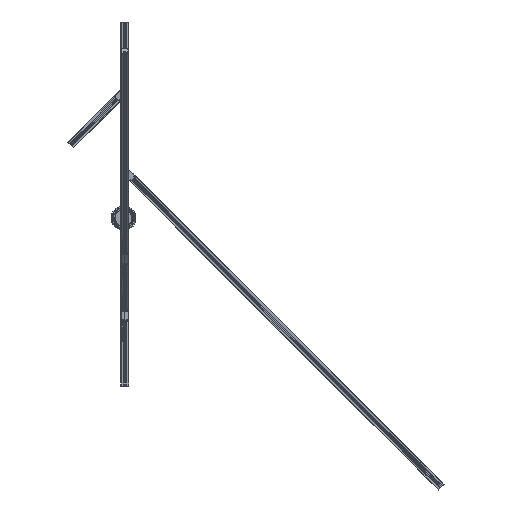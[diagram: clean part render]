
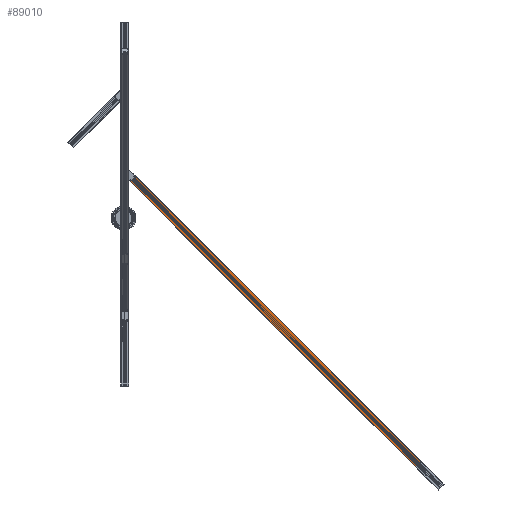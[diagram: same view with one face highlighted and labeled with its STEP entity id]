
A CAD part, front view. The second image highlights one B-rep face of the part: STEP entity #89010.
In plain terms, the highlighted planar face has unit normal (0, -1, 0).
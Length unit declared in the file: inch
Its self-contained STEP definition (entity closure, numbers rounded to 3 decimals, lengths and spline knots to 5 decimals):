
#637 = EDGE_CURVE ( 'NONE', #221289, #221338, #100559, .T. ) ;
#645 = EDGE_CURVE ( 'NONE', #221338, #221242, #100454, .T. ) ;
#729 = EDGE_CURVE ( 'NONE', #221289, #221292, #100933, .T. ) ;
#1031 = EDGE_CURVE ( 'NONE', #221292, #221242, #160244, .T. ) ;
#57019 = ORIENTED_EDGE ( 'NONE', *, *, #1031, .T. ) ;
#57021 = ORIENTED_EDGE ( 'NONE', *, *, #645, .F. ) ;
#57025 = ORIENTED_EDGE ( 'NONE', *, *, #637, .F. ) ;
#57028 = ORIENTED_EDGE ( 'NONE', *, *, #729, .T. ) ;
#57830 = EDGE_LOOP ( 'NONE', ( #57019, #57021, #57025, #57028 ) ) ;
#89010 = ADVANCED_FACE ( 'NONE', ( #112219 ), #109788, .T. ) ;
#100422 = VECTOR ( 'NONE', #208647, 39.37008 ) ;
#100454 = LINE ( 'NONE', #208646, #100422 ) ;
#100544 = VECTOR ( 'NONE', #208619, 39.37008 ) ;
#100559 = LINE ( 'NONE', #208616, #100544 ) ;
#100788 = VECTOR ( 'NONE', #208857, 39.37008 ) ;
#100933 = LINE ( 'NONE', #208852, #100788 ) ;
#108319 = CARTESIAN_POINT ( 'NONE',  ( 57.85649, -1.5748, -54.45233 ) ) ;
#108352 = CARTESIAN_POINT ( 'NONE',  ( 1.07637, -1.5748, 0.12296 ) ) ;
#108354 = CARTESIAN_POINT ( 'NONE',  ( 56.75407, -1.5748, -55.55474 ) ) ;
#108379 = CARTESIAN_POINT ( 'NONE',  ( 2.17879, -1.5748, 1.22537 ) ) ;
#109788 = PLANE ( 'NONE',  #188107 ) ;
#109790 = CARTESIAN_POINT ( 'NONE',  ( 56.75407, -1.5748, -55.55474 ) ) ;
#109801 = DIRECTION ( 'NONE',  ( 0., -1., 0. ) ) ;
#109802 = DIRECTION ( 'NONE',  ( 1., 0., 0. ) ) ;
#112219 = FACE_OUTER_BOUND ( 'NONE', #57830, .T. ) ;
#160241 = VECTOR ( 'NONE', #218365, 39.37008 ) ;
#160244 = LINE ( 'NONE', #218382, #160241 ) ;
#188107 = AXIS2_PLACEMENT_3D ( 'NONE', #109790, #109801, #109802 ) ;
#208616 = CARTESIAN_POINT ( 'NONE',  ( 2.17879, -1.5748, 1.22537 ) ) ;
#208619 = DIRECTION ( 'NONE',  ( 0.707, 0., 0.707 ) ) ;
#208646 = CARTESIAN_POINT ( 'NONE',  ( 57.85649, -1.5748, -54.45233 ) ) ;
#208647 = DIRECTION ( 'NONE',  ( 0.707, 0., -0.707 ) ) ;
#208852 = CARTESIAN_POINT ( 'NONE',  ( 1.07637, -1.5748, 0.12296 ) ) ;
#208857 = DIRECTION ( 'NONE',  ( 0.707, 0., -0.707 ) ) ;
#218365 = DIRECTION ( 'NONE',  ( 0.707, 0., 0.707 ) ) ;
#218382 = CARTESIAN_POINT ( 'NONE',  ( 56.75407, -1.5748, -55.55474 ) ) ;
#221242 = VERTEX_POINT ( 'NONE', #108319 ) ;
#221289 = VERTEX_POINT ( 'NONE', #108352 ) ;
#221292 = VERTEX_POINT ( 'NONE', #108354 ) ;
#221338 = VERTEX_POINT ( 'NONE', #108379 ) ;
